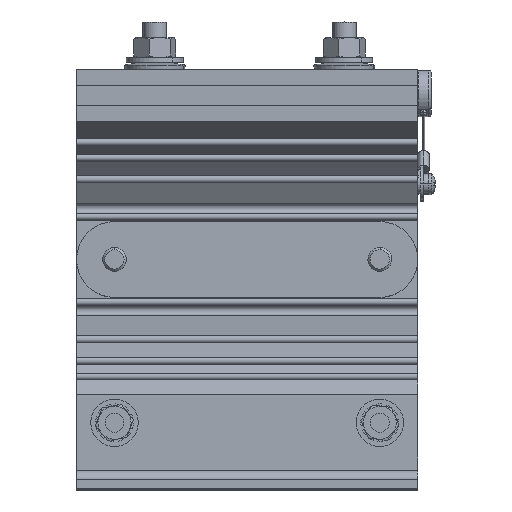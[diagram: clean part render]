
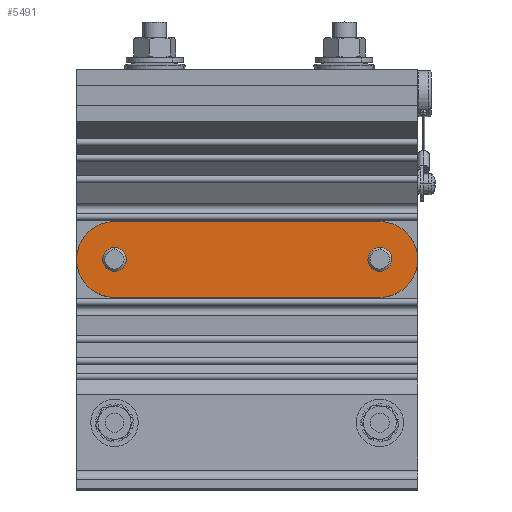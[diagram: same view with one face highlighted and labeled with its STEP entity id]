
A CAD part, top view. The second image highlights one B-rep face of the part: STEP entity #5491.
In plain terms, the highlighted face is planar.
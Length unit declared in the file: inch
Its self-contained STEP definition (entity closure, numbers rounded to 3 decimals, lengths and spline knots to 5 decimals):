
#1417 = CARTESIAN_POINT ( 'NONE',  ( 1.75, 0.0075, 0. ) ) ;
#2200 = CARTESIAN_POINT ( 'NONE',  ( 0., 0.0075, 0. ) ) ;
#2603 = EDGE_LOOP ( 'NONE', ( #16121, #24660, #14225, #13683, #19619 ) ) ;
#3146 = CIRCLE ( 'NONE', #14922, 0.5 ) ;
#3561 = CARTESIAN_POINT ( 'NONE',  ( -0.131, 0.0075, 0. ) ) ;
#3597 = VERTEX_POINT ( 'NONE', #22742 ) ;
#3721 = DIRECTION ( 'NONE',  ( 1., 0., 0. ) ) ;
#3743 = VERTEX_POINT ( 'NONE', #17600 ) ;
#3810 = ORIENTED_EDGE ( 'NONE', *, *, #23852, .T. ) ;
#4099 = CARTESIAN_POINT ( 'NONE',  ( 3.5, 0.0075, 0. ) ) ;
#4383 = DIRECTION ( 'NONE',  ( 0., 0., 1. ) ) ;
#4541 = CARTESIAN_POINT ( 'NONE',  ( 0.131, 0.0075, 0. ) ) ;
#5068 = CIRCLE ( 'NONE', #23822, 0.5 ) ;
#5373 = CIRCLE ( 'NONE', #7560, 0.131 ) ;
#5482 = VERTEX_POINT ( 'NONE', #5915 ) ;
#5491 = ADVANCED_FACE ( 'NONE', ( #24779, #20522, #10131 ), #13851, .F. ) ;
#5611 = CARTESIAN_POINT ( 'NONE',  ( 0., 0.0075, 0. ) ) ;
#5857 = EDGE_LOOP ( 'NONE', ( #3810, #24482 ) ) ;
#5915 = CARTESIAN_POINT ( 'NONE',  ( 0., 0.5075, 0. ) ) ;
#6284 = DIRECTION ( 'NONE',  ( 0., 0., 1. ) ) ;
#6375 = AXIS2_PLACEMENT_3D ( 'NONE', #4099, #16663, #10949 ) ;
#6665 = EDGE_CURVE ( 'NONE', #16004, #5482, #24645, .T. ) ;
#6760 = VERTEX_POINT ( 'NONE', #4541 ) ;
#6938 = CARTESIAN_POINT ( 'NONE',  ( 3.5, 0.5075, 0. ) ) ;
#7310 = EDGE_CURVE ( 'NONE', #3743, #19191, #14686, .T. ) ;
#7560 = AXIS2_PLACEMENT_3D ( 'NONE', #8006, #16331, #24687 ) ;
#8006 = CARTESIAN_POINT ( 'NONE',  ( 0., 0.0075, 0. ) ) ;
#9308 = CARTESIAN_POINT ( 'NONE',  ( -0.5, 0.0075, 0. ) ) ;
#9737 = DIRECTION ( 'NONE',  ( 1., 0., 0. ) ) ;
#9966 = DIRECTION ( 'NONE',  ( 0., 0., 1. ) ) ;
#10131 = FACE_OUTER_BOUND ( 'NONE', #2603, .T. ) ;
#10814 = ORIENTED_EDGE ( 'NONE', *, *, #23120, .T. ) ;
#10949 = DIRECTION ( 'NONE',  ( -1., 0., 0. ) ) ;
#11826 = EDGE_CURVE ( 'NONE', #17113, #3597, #3146, .T. ) ;
#13333 = VECTOR ( 'NONE', #3721, 39.37008 ) ;
#13560 = CARTESIAN_POINT ( 'NONE',  ( 3.631, 0.0075, 0. ) ) ;
#13683 = ORIENTED_EDGE ( 'NONE', *, *, #6665, .F. ) ;
#13851 = PLANE ( 'NONE',  #15043 ) ;
#13980 = DIRECTION ( 'NONE',  ( 0., 0., 1. ) ) ;
#14222 = CIRCLE ( 'NONE', #6375, 0.5 ) ;
#14225 = ORIENTED_EDGE ( 'NONE', *, *, #23797, .F. ) ;
#14612 = DIRECTION ( 'NONE',  ( 1., 0., 0. ) ) ;
#14686 = CIRCLE ( 'NONE', #21235, 0.131 ) ;
#14922 = AXIS2_PLACEMENT_3D ( 'NONE', #19130, #4383, #21041 ) ;
#15043 = AXIS2_PLACEMENT_3D ( 'NONE', #1417, #13980, #9737 ) ;
#15902 = DIRECTION ( 'NONE',  ( -1., 0., 0. ) ) ;
#16004 = VERTEX_POINT ( 'NONE', #6938 ) ;
#16121 = ORIENTED_EDGE ( 'NONE', *, *, #19513, .F. ) ;
#16331 = DIRECTION ( 'NONE',  ( 0., 0., 1. ) ) ;
#16339 = EDGE_CURVE ( 'NONE', #6760, #26832, #5373, .T. ) ;
#16425 = CIRCLE ( 'NONE', #24730, 0.131 ) ;
#16663 = DIRECTION ( 'NONE',  ( 0., 0., 1. ) ) ;
#17113 = VERTEX_POINT ( 'NONE', #9308 ) ;
#17600 = CARTESIAN_POINT ( 'NONE',  ( 3.369, 0.0075, 0. ) ) ;
#18865 = DIRECTION ( 'NONE',  ( 0., 0., 1. ) ) ;
#19130 = CARTESIAN_POINT ( 'NONE',  ( 0., 0.0075, 0. ) ) ;
#19191 = VERTEX_POINT ( 'NONE', #13560 ) ;
#19513 = EDGE_CURVE ( 'NONE', #3597, #24169, #24360, .T. ) ;
#19619 = ORIENTED_EDGE ( 'NONE', *, *, #23275, .F. ) ;
#20225 = DIRECTION ( 'NONE',  ( 1., 0., 0. ) ) ;
#20522 = FACE_BOUND ( 'NONE', #5857, .T. ) ;
#21041 = DIRECTION ( 'NONE',  ( -1., 0., 0. ) ) ;
#21045 = DIRECTION ( 'NONE',  ( 0., 0., 1. ) ) ;
#21235 = AXIS2_PLACEMENT_3D ( 'NONE', #25008, #6284, #14612 ) ;
#21317 = CARTESIAN_POINT ( 'NONE',  ( 3.5, 0.0075, 0. ) ) ;
#22056 = ORIENTED_EDGE ( 'NONE', *, *, #16339, .T. ) ;
#22079 = VECTOR ( 'NONE', #15902, 39.37008 ) ;
#22742 = CARTESIAN_POINT ( 'NONE',  ( 0., -0.4925, 0. ) ) ;
#23120 = EDGE_CURVE ( 'NONE', #26832, #6760, #26432, .T. ) ;
#23275 = EDGE_CURVE ( 'NONE', #24169, #16004, #14222, .T. ) ;
#23797 = EDGE_CURVE ( 'NONE', #5482, #17113, #5068, .T. ) ;
#23822 = AXIS2_PLACEMENT_3D ( 'NONE', #2200, #18865, #25168 ) ;
#23826 = EDGE_LOOP ( 'NONE', ( #22056, #10814 ) ) ;
#23852 = EDGE_CURVE ( 'NONE', #19191, #3743, #16425, .T. ) ;
#23856 = CARTESIAN_POINT ( 'NONE',  ( 3.75769, -0.4925, 0. ) ) ;
#24169 = VERTEX_POINT ( 'NONE', #26111 ) ;
#24360 = LINE ( 'NONE', #23856, #13333 ) ;
#24376 = CARTESIAN_POINT ( 'NONE',  ( -0.25769, 0.5075, 0. ) ) ;
#24482 = ORIENTED_EDGE ( 'NONE', *, *, #7310, .T. ) ;
#24645 = LINE ( 'NONE', #24376, #22079 ) ;
#24660 = ORIENTED_EDGE ( 'NONE', *, *, #11826, .F. ) ;
#24687 = DIRECTION ( 'NONE',  ( 1., 0., 0. ) ) ;
#24730 = AXIS2_PLACEMENT_3D ( 'NONE', #21317, #21045, #25848 ) ;
#24779 = FACE_BOUND ( 'NONE', #23826, .T. ) ;
#25008 = CARTESIAN_POINT ( 'NONE',  ( 3.5, 0.0075, 0. ) ) ;
#25168 = DIRECTION ( 'NONE',  ( -1., 0., 0. ) ) ;
#25549 = AXIS2_PLACEMENT_3D ( 'NONE', #5611, #9966, #20225 ) ;
#25848 = DIRECTION ( 'NONE',  ( 1., 0., 0. ) ) ;
#26111 = CARTESIAN_POINT ( 'NONE',  ( 3.5, -0.4925, 0. ) ) ;
#26432 = CIRCLE ( 'NONE', #25549, 0.131 ) ;
#26832 = VERTEX_POINT ( 'NONE', #3561 ) ;
